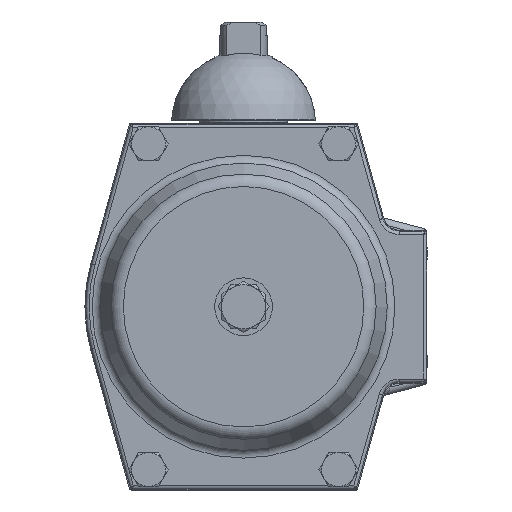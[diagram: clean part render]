
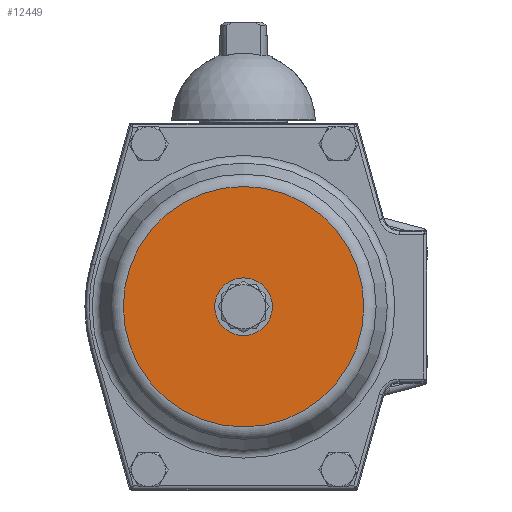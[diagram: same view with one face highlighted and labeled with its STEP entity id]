
A CAD part, front view. The second image highlights one B-rep face of the part: STEP entity #12449.
In plain terms, the highlighted planar face has unit normal (0, -1, 0).
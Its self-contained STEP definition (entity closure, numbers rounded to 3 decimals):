
#2492=PLANE('',#14001);
#4977=ORIENTED_EDGE('',*,*,#7318,.T.);
#4978=ORIENTED_EDGE('',*,*,#7298,.T.);
#7298=EDGE_CURVE('',#8756,#8756,#9647,.T.);
#7318=EDGE_CURVE('',#8770,#8770,#9655,.T.);
#8756=VERTEX_POINT('',#23606);
#8770=VERTEX_POINT('',#23647);
#9647=CIRCLE('',#13987,35.424);
#9655=CIRCLE('',#14002,8.5);
#10574=EDGE_LOOP('',(#4977));
#10575=EDGE_LOOP('',(#4978));
#11506=FACE_BOUND('',#10574,.T.);
#11507=FACE_BOUND('',#10575,.T.);
#12449=ADVANCED_FACE('',(#11506,#11507),#2492,.T.);
#13987=AXIS2_PLACEMENT_3D('',#23605,#16816,#16817);
#14001=AXIS2_PLACEMENT_3D('',#23645,#16856,#16857);
#14002=AXIS2_PLACEMENT_3D('',#23646,#16858,#16859);
#16816=DIRECTION('',(0.,-1.,0.));
#16817=DIRECTION('',(-1.,0.,0.));
#16856=DIRECTION('',(0.,-1.,0.));
#16857=DIRECTION('',(-1.,0.,0.));
#16858=DIRECTION('',(0.,1.,0.));
#16859=DIRECTION('',(-1.,0.,0.));
#23605=CARTESIAN_POINT('',(0.,-90.5,0.));
#23606=CARTESIAN_POINT('',(-35.424,-90.5,0.));
#23645=CARTESIAN_POINT('',(-38.,-90.5,0.));
#23646=CARTESIAN_POINT('',(0.,-90.5,0.));
#23647=CARTESIAN_POINT('',(-8.5,-90.5,0.));
